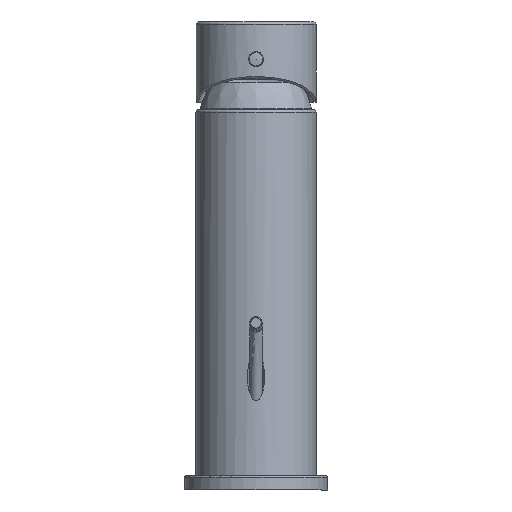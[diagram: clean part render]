
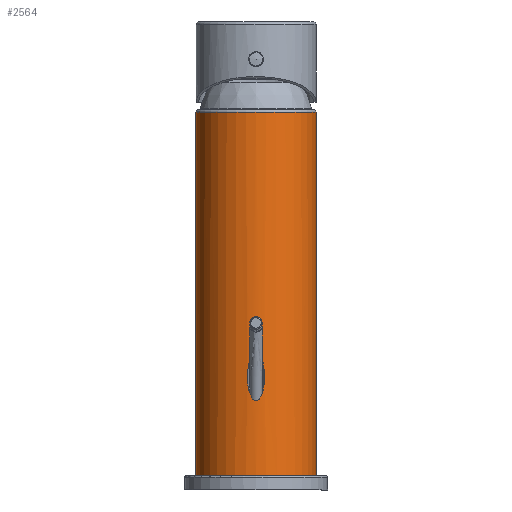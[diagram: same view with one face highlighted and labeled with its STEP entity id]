
A CAD part, left-side view. The second image highlights one B-rep face of the part: STEP entity #2564.
In plain terms, the highlighted cylindrical face has radius 21 mm (diameter 42 mm), a full revolution.
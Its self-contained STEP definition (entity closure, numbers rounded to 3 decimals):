
#70=B_SPLINE_CURVE_WITH_KNOTS('',3,(#6012,#6013,#6014,#6015,#6016,#6017,
#6018,#6019,#6020,#6021,#6022,#6023,#6024,#6025,#6026,#6027,#6028,#6029,
#6030,#6031,#6032,#6033,#6034,#6035,#6036,#6037,#6038,#6039,#6040,#6041,
#6042,#6043,#6044,#6045,#6046,#6047,#6048,#6049,#6050,#6051,#6052,#6053,
#6054,#6055,#6056,#6057),.UNSPECIFIED.,.T.,.F.,(4,2,2,2,2,2,2,2,2,2,2,2,
2,2,2,2,2,2,2,2,2,2,4),(-3.722,-3.389,-3.222,
-3.055,-2.919,-2.879,-2.839,-2.799,
-2.759,-2.623,-2.456,-2.289,
-1.956,-1.336,-1.208,-1.08,
-1.029,-0.978,-0.927,-0.876,
-0.748,-0.62,0.),.UNSPECIFIED.);
#115=FACE_BOUND('',#762,.T.);
#145=LINE('',#6001,#290);
#146=LINE('',#6005,#291);
#147=LINE('',#6009,#292);
#290=VECTOR('',#3317,21.);
#291=VECTOR('',#3320,26.5);
#292=VECTOR('',#3323,26.5);
#430=CYLINDRICAL_SURFACE('',#2867,21.);
#587=FACE_OUTER_BOUND('',#761,.T.);
#761=EDGE_LOOP('',(#1845,#1846,#1847,#1848,#1849,#1850,#1851,#1852));
#762=EDGE_LOOP('',(#1853));
#951=CIRCLE('',#2868,21.);
#952=CIRCLE('',#2869,21.);
#953=CIRCLE('',#2870,21.);
#954=CIRCLE('',#2871,21.);
#1131=VERTEX_POINT('',#5998);
#1132=VERTEX_POINT('',#6000);
#1133=VERTEX_POINT('',#6002);
#1134=VERTEX_POINT('',#6004);
#1135=VERTEX_POINT('',#6006);
#1136=VERTEX_POINT('',#6008);
#1137=VERTEX_POINT('',#6011);
#1389=EDGE_CURVE('',#1131,#1131,#951,.T.);
#1390=EDGE_CURVE('',#1131,#1132,#145,.T.);
#1391=EDGE_CURVE('',#1133,#1132,#952,.T.);
#1392=EDGE_CURVE('',#1134,#1133,#146,.T.);
#1393=EDGE_CURVE('',#1134,#1135,#953,.T.);
#1394=EDGE_CURVE('',#1136,#1135,#147,.T.);
#1395=EDGE_CURVE('',#1132,#1136,#954,.T.);
#1396=EDGE_CURVE('',#1137,#1137,#70,.T.);
#1845=ORIENTED_EDGE('',*,*,#1389,.F.);
#1846=ORIENTED_EDGE('',*,*,#1390,.T.);
#1847=ORIENTED_EDGE('',*,*,#1391,.F.);
#1848=ORIENTED_EDGE('',*,*,#1392,.F.);
#1849=ORIENTED_EDGE('',*,*,#1393,.T.);
#1850=ORIENTED_EDGE('',*,*,#1394,.F.);
#1851=ORIENTED_EDGE('',*,*,#1395,.F.);
#1852=ORIENTED_EDGE('',*,*,#1390,.F.);
#1853=ORIENTED_EDGE('',*,*,#1396,.T.);
#2564=ADVANCED_FACE('',(#587,#115),#430,.T.);
#2867=AXIS2_PLACEMENT_3D('',#5997,#3313,#3314);
#2868=AXIS2_PLACEMENT_3D('',#5999,#3315,#3316);
#2869=AXIS2_PLACEMENT_3D('',#6003,#3318,#3319);
#2870=AXIS2_PLACEMENT_3D('',#6007,#3321,#3322);
#2871=AXIS2_PLACEMENT_3D('',#6010,#3324,#3325);
#3313=DIRECTION('center_axis',(0.,0.,
-1.));
#3314=DIRECTION('ref_axis',(-1.,0.,0.));
#3315=DIRECTION('center_axis',(0.,0.,
-1.));
#3316=DIRECTION('ref_axis',(1.,0.,0.));
#3317=DIRECTION('',(0.,0.,1.));
#3318=DIRECTION('center_axis',(0.,0.,
1.));
#3319=DIRECTION('ref_axis',(0.605,-0.796,0.));
#3320=DIRECTION('',(0.,0.,-1.));
#3321=DIRECTION('center_axis',(0.,0.,
-1.));
#3322=DIRECTION('ref_axis',(-1.,0.,0.));
#3323=DIRECTION('',(0.,0.,1.));
#3324=DIRECTION('center_axis',(0.,0.,
1.));
#3325=DIRECTION('ref_axis',(0.605,-0.796,0.));
#5997=CARTESIAN_POINT('Origin',(0.,0.413,
137.422));
#5998=CARTESIAN_POINT('',(21.,0.413,3.022));
#5999=CARTESIAN_POINT('Origin',(0.,0.413,
3.022));
#6000=CARTESIAN_POINT('',(21.,0.413,103.522));
#6001=CARTESIAN_POINT('',(21.,0.413,137.422));
#6002=CARTESIAN_POINT('',(12.703,-16.309,103.522));
#6003=CARTESIAN_POINT('Origin',(0.,0.413,
103.522));
#6004=CARTESIAN_POINT('',(12.703,-16.309,130.022));
#6005=CARTESIAN_POINT('',(12.703,-16.309,130.022));
#6006=CARTESIAN_POINT('',(12.703,17.135,130.022));
#6007=CARTESIAN_POINT('Origin',(0.,0.413,
130.022));
#6008=CARTESIAN_POINT('',(12.703,17.135,103.522));
#6009=CARTESIAN_POINT('',(12.703,17.135,103.522));
#6010=CARTESIAN_POINT('Origin',(0.,0.413,
103.522));
#6011=CARTESIAN_POINT('',(-21.,0.413,46.793));
#6012=CARTESIAN_POINT('Ctrl Pts',(-20.785,-2.587,37.43));
#6013=CARTESIAN_POINT('Ctrl Pts',(-20.785,-2.587,36.319));
#6014=CARTESIAN_POINT('Ctrl Pts',(-20.796,-2.515,35.102));
#6015=CARTESIAN_POINT('Ctrl Pts',(-20.834,-2.224,33.326));
#6016=CARTESIAN_POINT('Ctrl Pts',(-20.85,-2.097,32.743));
#6017=CARTESIAN_POINT('Ctrl Pts',(-20.888,-1.764,31.628));
#6018=CARTESIAN_POINT('Ctrl Pts',(-20.909,-1.56,31.095));
#6019=CARTESIAN_POINT('Ctrl Pts',(-20.949,-1.068,30.213));
#6020=CARTESIAN_POINT('Ctrl Pts',(-20.971,-0.746,
29.774));
#6021=CARTESIAN_POINT('Ctrl Pts',(-20.989,-0.262,
29.44));
#6022=CARTESIAN_POINT('Ctrl Pts',(-20.993,-0.134,
29.37));
#6023=CARTESIAN_POINT('Ctrl Pts',(-20.999,0.137,29.275));
#6024=CARTESIAN_POINT('Ctrl Pts',(-21.,0.28,29.25));
#6025=CARTESIAN_POINT('Ctrl Pts',(-21.,0.546,29.25));
#6026=CARTESIAN_POINT('Ctrl Pts',(-20.999,0.689,29.275));
#6027=CARTESIAN_POINT('Ctrl Pts',(-20.993,0.96,29.37));
#6028=CARTESIAN_POINT('Ctrl Pts',(-20.989,1.088,29.44));
#6029=CARTESIAN_POINT('Ctrl Pts',(-20.971,1.572,29.774));
#6030=CARTESIAN_POINT('Ctrl Pts',(-20.949,1.894,30.213));
#6031=CARTESIAN_POINT('Ctrl Pts',(-20.909,2.386,31.095));
#6032=CARTESIAN_POINT('Ctrl Pts',(-20.888,2.59,31.628));
#6033=CARTESIAN_POINT('Ctrl Pts',(-20.85,2.923,32.743));
#6034=CARTESIAN_POINT('Ctrl Pts',(-20.834,3.05,33.326));
#6035=CARTESIAN_POINT('Ctrl Pts',(-20.796,3.34,35.102));
#6036=CARTESIAN_POINT('Ctrl Pts',(-20.785,3.413,36.319));
#6037=CARTESIAN_POINT('Ctrl Pts',(-20.785,3.413,39.495));
#6038=CARTESIAN_POINT('Ctrl Pts',(-20.83,3.149,41.959));
#6039=CARTESIAN_POINT('Ctrl Pts',(-20.905,2.407,44.336));
#6040=CARTESIAN_POINT('Ctrl Pts',(-20.921,2.248,44.777));
#6041=CARTESIAN_POINT('Ctrl Pts',(-20.951,1.854,45.613));
#6042=CARTESIAN_POINT('Ctrl Pts',(-20.967,1.622,46.01));
#6043=CARTESIAN_POINT('Ctrl Pts',(-20.985,1.212,46.443));
#6044=CARTESIAN_POINT('Ctrl Pts',(-20.99,1.07,46.566));
#6045=CARTESIAN_POINT('Ctrl Pts',(-20.998,0.757,46.742));
#6046=CARTESIAN_POINT('Ctrl Pts',(-21.,0.583,46.793));
#6047=CARTESIAN_POINT('Ctrl Pts',(-21.,0.242,46.793));
#6048=CARTESIAN_POINT('Ctrl Pts',(-20.998,0.069,
46.742));
#6049=CARTESIAN_POINT('Ctrl Pts',(-20.99,-0.245,
46.566));
#6050=CARTESIAN_POINT('Ctrl Pts',(-20.985,-0.386,
46.443));
#6051=CARTESIAN_POINT('Ctrl Pts',(-20.967,-0.796,
46.01));
#6052=CARTESIAN_POINT('Ctrl Pts',(-20.951,-1.028,45.613));
#6053=CARTESIAN_POINT('Ctrl Pts',(-20.921,-1.422,44.777));
#6054=CARTESIAN_POINT('Ctrl Pts',(-20.905,-1.581,44.336));
#6055=CARTESIAN_POINT('Ctrl Pts',(-20.83,-2.324,41.959));
#6056=CARTESIAN_POINT('Ctrl Pts',(-20.785,-2.587,39.495));
#6057=CARTESIAN_POINT('Ctrl Pts',(-20.785,-2.587,37.43));
